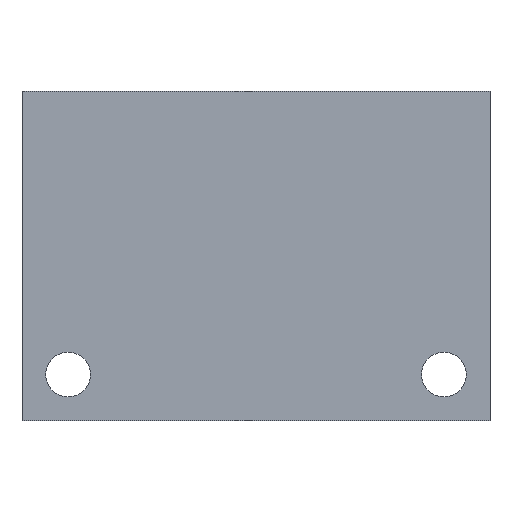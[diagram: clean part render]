
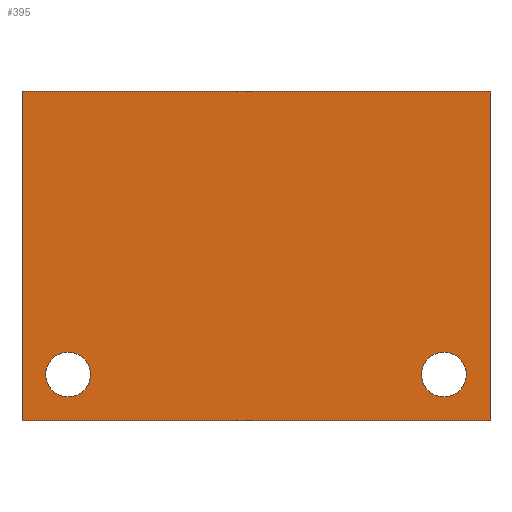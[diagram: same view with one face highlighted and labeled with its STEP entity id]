
A CAD part, front view. The second image highlights one B-rep face of the part: STEP entity #395.
In plain terms, the highlighted planar face has unit normal (0, -1, 0).
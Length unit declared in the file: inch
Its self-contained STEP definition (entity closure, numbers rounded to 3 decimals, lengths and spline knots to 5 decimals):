
#88 = ORIENTED_EDGE ( 'NONE', *, *, #1937, .F. ) ;
#102 = DIRECTION ( 'NONE',  ( 1., 0., 0. ) ) ;
#339 = CIRCLE ( 'NONE', #958, 0.068 ) ;
#386 = CARTESIAN_POINT ( 'NONE',  ( -0.14, 0., -0.792 ) ) ;
#395 = ADVANCED_FACE ( 'NONE', ( #4551, #4816, #2039 ), #2296, .T. ) ;
#428 = CARTESIAN_POINT ( 'NONE',  ( -1.421, 0., -1. ) ) ;
#478 = EDGE_CURVE ( 'NONE', #5026, #1836, #1613, .T. ) ;
#672 = DIRECTION ( 'NONE',  ( 0., 0., -1. ) ) ;
#801 = CARTESIAN_POINT ( 'NONE',  ( -1.421, 0., -1. ) ) ;
#825 = DIRECTION ( 'NONE',  ( 1., 0., 0. ) ) ;
#849 = DIRECTION ( 'NONE',  ( 0., 1., 0. ) ) ;
#958 = AXIS2_PLACEMENT_3D ( 'NONE', #2167, #849, #3812 ) ;
#982 = CARTESIAN_POINT ( 'NONE',  ( -0.14, 0., -0.86 ) ) ;
#1011 = EDGE_LOOP ( 'NONE', ( #88, #4155, #2564, #5421 ) ) ;
#1101 = VERTEX_POINT ( 'NONE', #3737 ) ;
#1115 = VERTEX_POINT ( 'NONE', #2016 ) ;
#1121 = VERTEX_POINT ( 'NONE', #2034 ) ;
#1270 = DIRECTION ( 'NONE',  ( 0., 0., 1. ) ) ;
#1287 = CARTESIAN_POINT ( 'NONE',  ( -1.281, 0., -0.86 ) ) ;
#1348 = DIRECTION ( 'NONE',  ( 0., 0., -1. ) ) ;
#1384 = CIRCLE ( 'NONE', #4579, 0.068 ) ;
#1613 = CIRCLE ( 'NONE', #1854, 0.068 ) ;
#1678 = EDGE_LOOP ( 'NONE', ( #4769, #3676 ) ) ;
#1738 = LINE ( 'NONE', #4365, #5442 ) ;
#1835 = DIRECTION ( 'NONE',  ( 0., 0., 1. ) ) ;
#1836 = VERTEX_POINT ( 'NONE', #386 ) ;
#1838 = EDGE_CURVE ( 'NONE', #1115, #4481, #2570, .T. ) ;
#1843 = VECTOR ( 'NONE', #672, 39.37008 ) ;
#1854 = AXIS2_PLACEMENT_3D ( 'NONE', #982, #4362, #1835 ) ;
#1937 = EDGE_CURVE ( 'NONE', #1101, #3617, #3937, .T. ) ;
#2016 = CARTESIAN_POINT ( 'NONE',  ( -1.281, 0., -0.928 ) ) ;
#2034 = CARTESIAN_POINT ( 'NONE',  ( -1.421, 0., 0. ) ) ;
#2039 = FACE_BOUND ( 'NONE', #1678, .T. ) ;
#2154 = ORIENTED_EDGE ( 'NONE', *, *, #4073, .T. ) ;
#2167 = CARTESIAN_POINT ( 'NONE',  ( -1.281, 0., -0.86 ) ) ;
#2296 = PLANE ( 'NONE',  #4792 ) ;
#2332 = EDGE_CURVE ( 'NONE', #1121, #3893, #4944, .T. ) ;
#2368 = CARTESIAN_POINT ( 'NONE',  ( -1.421, 0., 0. ) ) ;
#2421 = EDGE_CURVE ( 'NONE', #1836, #5026, #1384, .T. ) ;
#2506 = AXIS2_PLACEMENT_3D ( 'NONE', #1287, #3794, #1270 ) ;
#2518 = DIRECTION ( 'NONE',  ( 0., 1., 0. ) ) ;
#2540 = CARTESIAN_POINT ( 'NONE',  ( -0.14, 0., -0.86 ) ) ;
#2564 = ORIENTED_EDGE ( 'NONE', *, *, #2332, .T. ) ;
#2570 = CIRCLE ( 'NONE', #2506, 0.068 ) ;
#2808 = ORIENTED_EDGE ( 'NONE', *, *, #1838, .T. ) ;
#2823 = CARTESIAN_POINT ( 'NONE',  ( -1.281, 0., -0.792 ) ) ;
#2851 = VECTOR ( 'NONE', #825, 39.37008 ) ;
#2891 = CARTESIAN_POINT ( 'NONE',  ( -0.14, 0., -0.928 ) ) ;
#3079 = DIRECTION ( 'NONE',  ( 0., -1., 0. ) ) ;
#3101 = DIRECTION ( 'NONE',  ( 0., 0., -1. ) ) ;
#3389 = DIRECTION ( 'NONE',  ( 0., 0., 1. ) ) ;
#3487 = CARTESIAN_POINT ( 'NONE',  ( 0., 0., 0. ) ) ;
#3617 = VERTEX_POINT ( 'NONE', #4354 ) ;
#3676 = ORIENTED_EDGE ( 'NONE', *, *, #478, .T. ) ;
#3689 = EDGE_LOOP ( 'NONE', ( #2154, #2808 ) ) ;
#3737 = CARTESIAN_POINT ( 'NONE',  ( 0., 0., 0. ) ) ;
#3794 = DIRECTION ( 'NONE',  ( 0., 1., 0. ) ) ;
#3812 = DIRECTION ( 'NONE',  ( 0., 0., 1. ) ) ;
#3893 = VERTEX_POINT ( 'NONE', #801 ) ;
#3937 = LINE ( 'NONE', #3487, #4934 ) ;
#4073 = EDGE_CURVE ( 'NONE', #4481, #1115, #339, .T. ) ;
#4155 = ORIENTED_EDGE ( 'NONE', *, *, #5242, .F. ) ;
#4175 = LINE ( 'NONE', #428, #2851 ) ;
#4314 = CARTESIAN_POINT ( 'NONE',  ( -1.421, 0., 0. ) ) ;
#4354 = CARTESIAN_POINT ( 'NONE',  ( 0., 0., -1. ) ) ;
#4362 = DIRECTION ( 'NONE',  ( 0., 1., 0. ) ) ;
#4365 = CARTESIAN_POINT ( 'NONE',  ( -1.421, 0., 0. ) ) ;
#4481 = VERTEX_POINT ( 'NONE', #2823 ) ;
#4551 = FACE_OUTER_BOUND ( 'NONE', #1011, .T. ) ;
#4579 = AXIS2_PLACEMENT_3D ( 'NONE', #2540, #2518, #3389 ) ;
#4769 = ORIENTED_EDGE ( 'NONE', *, *, #2421, .T. ) ;
#4792 = AXIS2_PLACEMENT_3D ( 'NONE', #4314, #3079, #3101 ) ;
#4816 = FACE_BOUND ( 'NONE', #3689, .T. ) ;
#4934 = VECTOR ( 'NONE', #1348, 39.37008 ) ;
#4944 = LINE ( 'NONE', #2368, #1843 ) ;
#5026 = VERTEX_POINT ( 'NONE', #2891 ) ;
#5199 = EDGE_CURVE ( 'NONE', #3893, #3617, #4175, .T. ) ;
#5242 = EDGE_CURVE ( 'NONE', #1121, #1101, #1738, .T. ) ;
#5421 = ORIENTED_EDGE ( 'NONE', *, *, #5199, .T. ) ;
#5442 = VECTOR ( 'NONE', #102, 39.37008 ) ;
